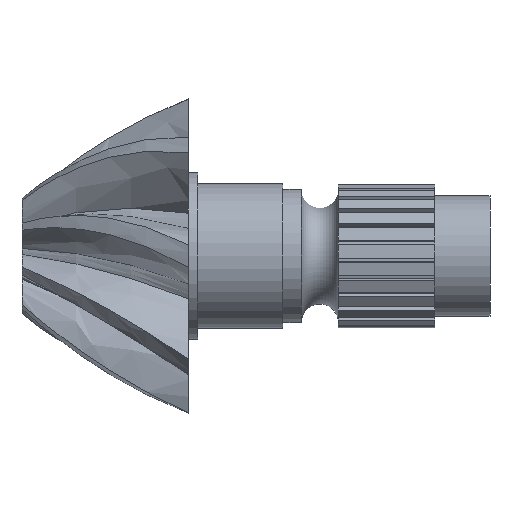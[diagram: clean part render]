
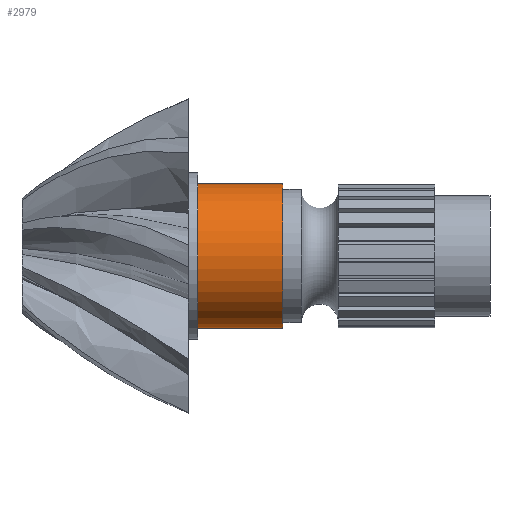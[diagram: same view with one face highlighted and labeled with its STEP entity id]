
A CAD part, front view. The second image highlights one B-rep face of the part: STEP entity #2979.
In plain terms, the highlighted cylindrical face has radius 39 mm (diameter 78 mm), a full revolution.
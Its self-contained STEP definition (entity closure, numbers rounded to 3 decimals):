
#113=CYLINDRICAL_SURFACE('',#3277,39.);
#262=CIRCLE('',#3276,39.);
#263=CIRCLE('',#3278,39.);
#430=FACE_OUTER_BOUND('',#602,.T.);
#602=EDGE_LOOP('',(#2593,#2594,#2595,#2596));
#863=LINE('',#5693,#1118);
#1118=VECTOR('',#4101,39.);
#1391=VERTEX_POINT('',#5688);
#1392=VERTEX_POINT('',#5691);
#1826=EDGE_CURVE('',#1391,#1391,#262,.T.);
#1827=EDGE_CURVE('',#1392,#1392,#263,.T.);
#1828=EDGE_CURVE('',#1392,#1391,#863,.T.);
#2593=ORIENTED_EDGE('',*,*,#1827,.F.);
#2594=ORIENTED_EDGE('',*,*,#1828,.T.);
#2595=ORIENTED_EDGE('',*,*,#1826,.T.);
#2596=ORIENTED_EDGE('',*,*,#1828,.F.);
#2979=ADVANCED_FACE('',(#430),#113,.T.);
#3276=AXIS2_PLACEMENT_3D('',#5689,#4095,#4096);
#3277=AXIS2_PLACEMENT_3D('',#5690,#4097,#4098);
#3278=AXIS2_PLACEMENT_3D('',#5692,#4099,#4100);
#4095=DIRECTION('center_axis',(-1.,0.,0.));
#4096=DIRECTION('ref_axis',(0.,0.,1.));
#4097=DIRECTION('center_axis',(-1.,0.,0.));
#4098=DIRECTION('ref_axis',(0.,0.,1.));
#4099=DIRECTION('center_axis',(-1.,0.,0.));
#4100=DIRECTION('ref_axis',(0.,0.,1.));
#4101=DIRECTION('',(1.,0.,0.));
#5688=CARTESIAN_POINT('',(51.,0.,-39.));
#5689=CARTESIAN_POINT('Origin',(51.,0.,0.));
#5690=CARTESIAN_POINT('Origin',(28.,0.,0.));
#5691=CARTESIAN_POINT('',(5.,0.,-39.));
#5692=CARTESIAN_POINT('Origin',(5.,0.,0.));
#5693=CARTESIAN_POINT('',(28.,0.,-39.));
